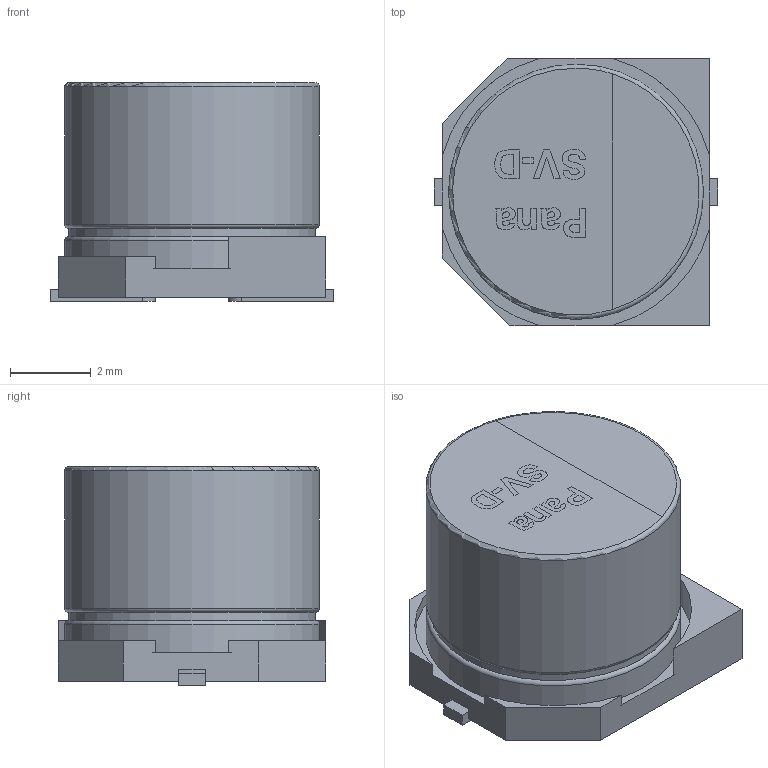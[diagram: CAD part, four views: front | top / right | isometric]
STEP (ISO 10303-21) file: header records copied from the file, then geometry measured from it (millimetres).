
FILE_DESCRIPTION(/* description */ ('Panasonic SV aluminium electrolytic capacitor, package type D (SMT)'),/* implementation_level */ '2;1');
FILE_NAME(/* name */ 'Pana_CP_SV-D.step',/* time_stamp */ '2020-04-22T23:06:33+02:00',/* author */ ('HSBallina'),/* organization */ ('Bad Pixel'),/* preprocessor_version */ 'ST-DEVELOPER v18.1',/* originating_system */ 'Autodesk Translation Framework v9.2.0.1227',/* authorisation */ '');
FILE_SCHEMA (('AUTOMOTIVE_DESIGN { 1 0 10303 214 3 1 1 }'));
Length unit declared in the file: millimetre
Products named in the file (1): Panasonic SV type Al El Cap (SMT)
Bounding box: 7 x 6.6 x 5.4 mm (x, y, z)
Volume: 175.1 mm3; surface area: 285.5 mm2
Topology: 4 solids, 4 shells, 65 faces, 301 edges, 256 vertices
Faces by surface type: plane 47, cylinder 15, torus 3
Full cylindrical faces by diameter (mm): 6.1 x1, 6.3 x2
Entity records: 3663 total; most frequent: CARTESIAN_POINT 1259, ORIENTED_EDGE 602, DIRECTION 343, EDGE_CURVE 301, VERTEX_POINT 256, LINE 139, VECTOR 139, B_SPLINE_CURVE_WITH_KNOTS 126
